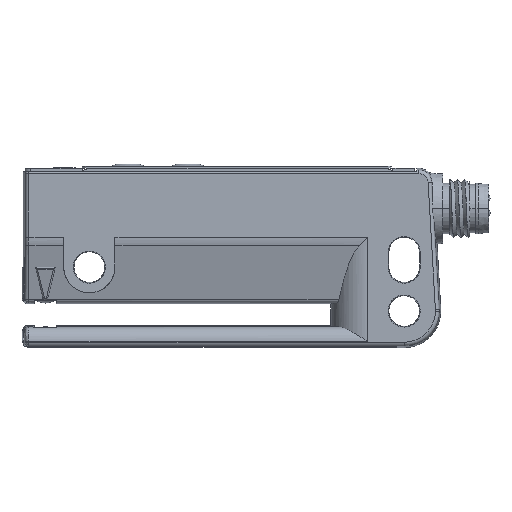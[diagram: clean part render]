
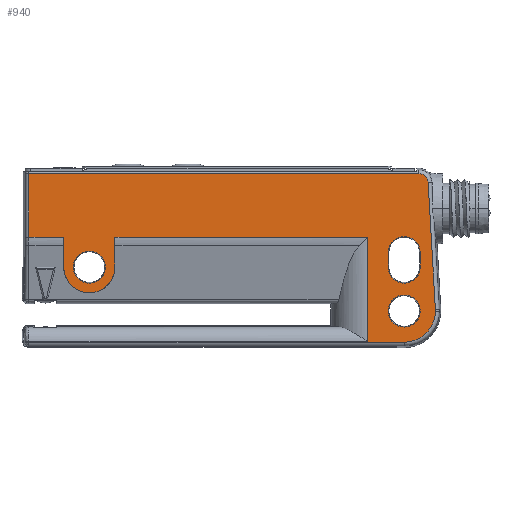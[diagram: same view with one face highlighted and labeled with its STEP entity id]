
A CAD part, top view. The second image highlights one B-rep face of the part: STEP entity #940.
In plain terms, the highlighted planar face has unit normal (0, 0, 1).
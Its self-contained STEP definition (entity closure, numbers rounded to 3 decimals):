
#940=ADVANCED_FACE('NONE',(#2427,#2428,#2429,#2430),#2431,.T.);
#2427=FACE_OUTER_BOUND('',#4553,.T.);
#2428=FACE_BOUND('',#4554,.T.);
#2429=FACE_BOUND('',#4555,.T.);
#2430=FACE_BOUND('',#4556,.T.);
#2431=PLANE('',#4557);
#4553=EDGE_LOOP('',(#11640,#11641,#11642,#11643,#11644,#11645,#11646,#11647,#11648,#11649,#11650,#11651,#11652,#11653,#11654));
#4554=EDGE_LOOP('',(#11655,#11656));
#4555=EDGE_LOOP('',(#11657,#11658));
#4556=EDGE_LOOP('',(#11659,#11660,#11661,#11662));
#4557=AXIS2_PLACEMENT_3D('',#11663,#11664,#11665);
#11640=ORIENTED_EDGE('',*,*,#16768,.T.);
#11641=ORIENTED_EDGE('',*,*,#16874,.T.);
#11642=ORIENTED_EDGE('',*,*,#16875,.T.);
#11643=ORIENTED_EDGE('',*,*,#16669,.T.);
#11644=ORIENTED_EDGE('',*,*,#16507,.T.);
#11645=ORIENTED_EDGE('',*,*,#16876,.T.);
#11646=ORIENTED_EDGE('',*,*,#16877,.T.);
#11647=ORIENTED_EDGE('',*,*,#16878,.T.);
#11648=ORIENTED_EDGE('',*,*,#16879,.T.);
#11649=ORIENTED_EDGE('',*,*,#16880,.T.);
#11650=ORIENTED_EDGE('',*,*,#16881,.T.);
#11651=ORIENTED_EDGE('',*,*,#16882,.F.);
#11652=ORIENTED_EDGE('',*,*,#16870,.F.);
#11653=ORIENTED_EDGE('',*,*,#16883,.T.);
#11654=ORIENTED_EDGE('',*,*,#16884,.T.);
#11655=ORIENTED_EDGE('',*,*,#16500,.F.);
#11656=ORIENTED_EDGE('',*,*,#16672,.F.);
#11657=ORIENTED_EDGE('',*,*,#16495,.F.);
#11658=ORIENTED_EDGE('',*,*,#16674,.F.);
#11659=ORIENTED_EDGE('',*,*,#16885,.F.);
#11660=ORIENTED_EDGE('',*,*,#16886,.F.);
#11661=ORIENTED_EDGE('',*,*,#16887,.F.);
#11662=ORIENTED_EDGE('',*,*,#16888,.F.);
#11663=CARTESIAN_POINT('',(0.0,0.0,5.));
#11664=DIRECTION('',(0.0,0.0,1.0));
#11665=DIRECTION('',(1.0,0.0,0.0));
#16495=EDGE_CURVE('NONE',#18851,#18854,#18855,.T.);
#16500=EDGE_CURVE('NONE',#18860,#18863,#18864,.T.);
#16507=EDGE_CURVE('NONE',#18869,#18873,#18875,.T.);
#16669=EDGE_CURVE('NONE',#19118,#18869,#19119,.T.);
#16672=EDGE_CURVE('NONE',#18863,#18860,#19122,.T.);
#16674=EDGE_CURVE('NONE',#18854,#18851,#19124,.T.);
#16768=EDGE_CURVE('NONE',#19264,#19262,#19265,.F.);
#16870=EDGE_CURVE('NONE',#19419,#19420,#19421,.T.);
#16874=EDGE_CURVE('NONE',#19262,#19425,#19426,.F.);
#16875=EDGE_CURVE('NONE',#19425,#19118,#19427,.F.);
#16876=EDGE_CURVE('NONE',#18873,#19428,#19429,.F.);
#16877=EDGE_CURVE('NONE',#19428,#19430,#19431,.T.);
#16878=EDGE_CURVE('NONE',#19430,#19389,#19432,.F.);
#16879=EDGE_CURVE('NONE',#19389,#19433,#19434,.F.);
#16880=EDGE_CURVE('NONE',#19433,#19435,#19436,.T.);
#16881=EDGE_CURVE('NONE',#19435,#19437,#19438,.T.);
#16882=EDGE_CURVE('NONE',#19420,#19437,#19439,.F.);
#16883=EDGE_CURVE('NONE',#19419,#19440,#19441,.T.);
#16884=EDGE_CURVE('NONE',#19440,#19264,#19442,.F.);
#16885=EDGE_CURVE('NONE',#19443,#19444,#19445,.T.);
#16886=EDGE_CURVE('NONE',#19446,#19443,#19447,.T.);
#16887=EDGE_CURVE('NONE',#19448,#19446,#19449,.T.);
#16888=EDGE_CURVE('NONE',#19444,#19448,#19450,.T.);
#18851=VERTEX_POINT('NONE',#22189);
#18854=VERTEX_POINT('',#22193);
#18855=CIRCLE('',#22194,2.187);
#18860=VERTEX_POINT('NONE',#22200);
#18863=VERTEX_POINT('',#22204);
#18864=CIRCLE('',#22205,2.187);
#18869=VERTEX_POINT('',#22211);
#18873=VERTEX_POINT('NONE',#22215);
#18875=CIRCLE('',#22217,4.263);
#19118=VERTEX_POINT('NONE',#22610);
#19119=CIRCLE('',#22611,4.263);
#19122=CIRCLE('',#22614,2.187);
#19124=CIRCLE('',#22616,2.187);
#19262=VERTEX_POINT('NONE',#22822);
#19264=VERTEX_POINT('NONE',#22833);
#19265=LINE('',#22834,#22835);
#19389=VERTEX_POINT('NONE',#23038);
#19419=VERTEX_POINT('NONE',#23091);
#19420=VERTEX_POINT('NONE',#23092);
#19421=LINE('',#23093,#23094);
#19425=VERTEX_POINT('NONE',#23099);
#19426=LINE('',#23100,#23101);
#19427=LINE('',#23102,#23103);
#19428=VERTEX_POINT('NONE',#23104);
#19429=LINE('',#23105,#23106);
#19430=VERTEX_POINT('NONE',#23107);
#19431=CIRCLE('',#23108,1.263);
#19432=LINE('',#23109,#23110);
#19433=VERTEX_POINT('NONE',#23111);
#19434=LINE('',#23112,#23113);
#19435=VERTEX_POINT('NONE',#23114);
#19436=LINE('',#23115,#23116);
#19437=VERTEX_POINT('NONE',#23117);
#19438=LINE('',#23118,#23119);
#19439=CIRCLE('',#23120,3.5);
#19440=VERTEX_POINT('NONE',#23121);
#19441=LINE('',#23122,#23123);
#19442=LINE('',#23124,#23125);
#19443=VERTEX_POINT('NONE',#23126);
#19444=VERTEX_POINT('NONE',#23127);
#19445=LINE('',#23128,#23129);
#19446=VERTEX_POINT('NONE',#23130);
#19447=CIRCLE('',#23131,2.187);
#19448=VERTEX_POINT('NONE',#23132);
#19449=LINE('',#23133,#23134);
#19450=CIRCLE('',#23135,2.187);
#22189=CARTESIAN_POINT('',(-40.813,6.0,5.));
#22193=CARTESIAN_POINT('',(-45.187,6.0,5.));
#22194=AXIS2_PLACEMENT_3D('',#27519,#27520,#27521);
#22200=CARTESIAN_POINT('',(2.187,0.0,5.));
#22204=CARTESIAN_POINT('',(-2.187,0.,5.));
#22205=AXIS2_PLACEMENT_3D('',#27527,#27528,#27529);
#22211=CARTESIAN_POINT('',(4.263,0.,5.));
#22215=CARTESIAN_POINT('',(4.256,0.244,5.));
#22217=AXIS2_PLACEMENT_3D('',#27543,#27544,#27545);
#22610=CARTESIAN_POINT('',(0.,-4.263,5.));
#22611=AXIS2_PLACEMENT_3D('',#27798,#27799,#27800);
#22614=AXIS2_PLACEMENT_3D('',#27804,#27805,#27806);
#22616=AXIS2_PLACEMENT_3D('',#27807,#27808,#27809);
#22822=CARTESIAN_POINT('',(-51.263,-4.16,5.));
#22833=CARTESIAN_POINT('',(-4.993,-4.16,5.));
#22834=CARTESIAN_POINT('',(-3.95,-4.16,5.));
#22835=VECTOR('',#27927,1.0);
#23038=CARTESIAN_POINT('',(-51.263,18.763,5.));
#23091=CARTESIAN_POINT('',(-39.5,10.08,5.));
#23092=CARTESIAN_POINT('',(-39.5,6.0,5.));
#23093=CARTESIAN_POINT('',(-39.5,0.5,5.));
#23094=VECTOR('',#28035,1.0);
#23099=CARTESIAN_POINT('',(-51.263,-4.263,5.));
#23100=CARTESIAN_POINT('',(-51.263,0.0,5.));
#23101=VECTOR('',#28040,1.0);
#23102=CARTESIAN_POINT('',(0.,-4.263,5.));
#23103=VECTOR('',#28041,1.0);
#23104=CARTESIAN_POINT('',(3.261,17.572,5.));
#23105=CARTESIAN_POINT('',(4.256,0.244,5.));
#23106=VECTOR('',#28042,1.0);
#23107=CARTESIAN_POINT('',(2.0,18.763,5.));
#23108=AXIS2_PLACEMENT_3D('',#28043,#28044,#28045);
#23109=CARTESIAN_POINT('',(0.0,18.763,5.));
#23110=VECTOR('',#28046,1.0);
#23111=CARTESIAN_POINT('',(-51.263,10.08,5.));
#23112=CARTESIAN_POINT('',(-51.263,0.,5.));
#23113=VECTOR('',#28047,1.0);
#23114=CARTESIAN_POINT('',(-46.5,10.08,5.));
#23115=CARTESIAN_POINT('',(-46.5,10.08,5.));
#23116=VECTOR('',#28048,1.0);
#23117=CARTESIAN_POINT('',(-46.5,6.0,5.));
#23118=CARTESIAN_POINT('',(-46.5,0.5,5.));
#23119=VECTOR('',#28049,1.0);
#23120=AXIS2_PLACEMENT_3D('',#28050,#28051,#28052);
#23121=CARTESIAN_POINT('',(-4.993,10.08,5.));
#23122=CARTESIAN_POINT('',(-46.5,10.08,5.));
#23123=VECTOR('',#28053,1.0);
#23124=CARTESIAN_POINT('',(-4.993,0.0,5.));
#23125=VECTOR('',#28054,1.0);
#23126=CARTESIAN_POINT('',(2.187,6.0,5.));
#23127=CARTESIAN_POINT('',(2.187,8.0,5.));
#23128=CARTESIAN_POINT('',(2.187,4.0,5.));
#23129=VECTOR('',#28055,1.0);
#23130=CARTESIAN_POINT('',(-2.187,6.0,5.));
#23131=AXIS2_PLACEMENT_3D('',#28056,#28057,#28058);
#23132=CARTESIAN_POINT('',(-2.187,8.0,5.));
#23133=CARTESIAN_POINT('',(-2.187,3.0,5.));
#23134=VECTOR('',#28059,1.0);
#23135=AXIS2_PLACEMENT_3D('',#28060,#28061,#28062);
#27519=CARTESIAN_POINT('',(-43.0,6.0,5.));
#27520=DIRECTION('',(0.0,0.0,1.0));
#27521=DIRECTION('',(1.0,0.0,0.0));
#27527=CARTESIAN_POINT('',(0.0,0.0,5.));
#27528=DIRECTION('',(0.0,0.0,1.0));
#27529=DIRECTION('',(1.0,0.0,0.0));
#27543=CARTESIAN_POINT('',(0.0,0.0,5.));
#27544=DIRECTION('',(0.0,0.0,1.0));
#27545=DIRECTION('',(1.0,0.0,0.0));
#27798=CARTESIAN_POINT('',(0.0,0.0,5.));
#27799=DIRECTION('',(0.0,0.0,1.0));
#27800=DIRECTION('',(1.0,0.0,0.0));
#27804=CARTESIAN_POINT('',(0.0,0.0,5.));
#27805=DIRECTION('',(0.0,0.0,1.0));
#27806=DIRECTION('',(1.0,0.0,0.0));
#27807=CARTESIAN_POINT('',(-43.0,6.0,5.));
#27808=DIRECTION('',(0.0,0.0,1.0));
#27809=DIRECTION('',(1.0,0.0,0.0));
#27927=DIRECTION('',(1.0,0.0,0.0));
#28035=DIRECTION('',(0.0,-1.0,0.0));
#28040=DIRECTION('',(0.0,1.0,0.0));
#28041=DIRECTION('',(-1.0,0.,0.0));
#28042=DIRECTION('',(0.057,-0.998,0.0));
#28043=CARTESIAN_POINT('',(2.0,17.5,5.));
#28044=DIRECTION('',(0.0,0.0,1.0));
#28045=DIRECTION('',(1.0,0.0,0.0));
#28046=DIRECTION('',(1.0,0.0,0.0));
#28047=DIRECTION('',(0.,1.0,0.0));
#28048=DIRECTION('',(1.0,0.0,0.0));
#28049=DIRECTION('',(0.0,-1.0,0.0));
#28050=CARTESIAN_POINT('',(-43.0,6.0,5.));
#28051=DIRECTION('',(0.0,0.0,1.0));
#28052=DIRECTION('',(1.0,0.0,0.0));
#28053=DIRECTION('',(1.0,0.0,0.0));
#28054=DIRECTION('',(0.0,1.0,0.0));
#28055=DIRECTION('',(0.,1.0,-0.0));
#28056=CARTESIAN_POINT('',(0.0,6.0,5.));
#28057=DIRECTION('',(0.0,0.0,1.0));
#28058=DIRECTION('',(-1.0,0.0,0.0));
#28059=DIRECTION('',(0.,-1.0,0.0));
#28060=CARTESIAN_POINT('',(0.0,8.0,5.));
#28061=DIRECTION('',(0.0,0.0,1.0));
#28062=DIRECTION('',(-1.0,0.0,0.0));
